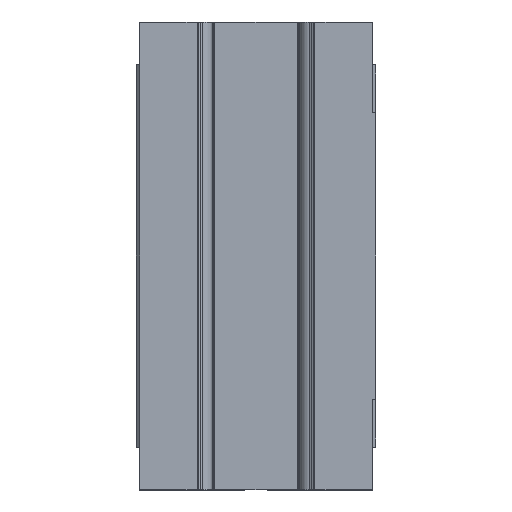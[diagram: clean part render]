
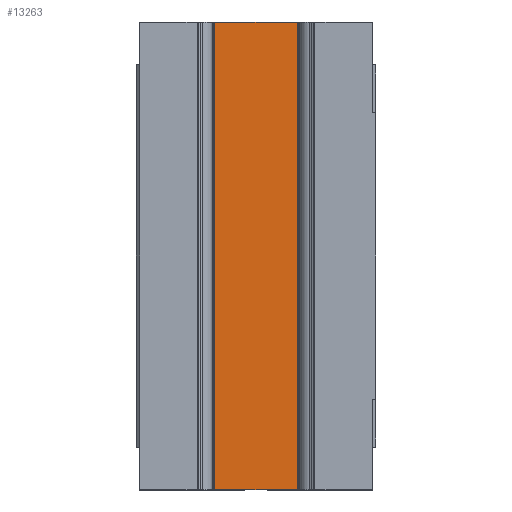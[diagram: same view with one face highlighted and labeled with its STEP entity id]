
A CAD part, front view. The second image highlights one B-rep face of the part: STEP entity #13263.
In plain terms, the highlighted planar face has unit normal (0, -1, 0).
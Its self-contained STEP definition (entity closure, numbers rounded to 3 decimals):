
#961 = CARTESIAN_POINT ( 'NONE',  ( 15.6, 18.7, 68.25 ) ) ;
#1000 = DIRECTION ( 'NONE',  ( -1., 0., 0. ) ) ;
#2956 = VERTEX_POINT ( 'NONE', #6568 ) ;
#3265 = VERTEX_POINT ( 'NONE', #6404 ) ;
#3331 = VERTEX_POINT ( 'NONE', #6333 ) ;
#3619 = VERTEX_POINT ( 'NONE', #4412 ) ;
#4412 = CARTESIAN_POINT ( 'NONE',  ( -15.6, 18.7, 68.25 ) ) ;
#4774 = EDGE_LOOP ( 'NONE', ( #4967, #4968, #4973, #4969 ) ) ;
#4967 = ORIENTED_EDGE ( 'NONE', *, *, #17581, .T. ) ;
#4968 = ORIENTED_EDGE ( 'NONE', *, *, #13508, .T. ) ;
#4969 = ORIENTED_EDGE ( 'NONE', *, *, #17652, .F. ) ;
#4973 = ORIENTED_EDGE ( 'NONE', *, *, #17579, .F. ) ;
#5814 = CARTESIAN_POINT ( 'NONE',  ( -15.6, 18.7, -68.3 ) ) ;
#5815 = DIRECTION ( 'NONE',  ( 0., 0., 1. ) ) ;
#5818 = CARTESIAN_POINT ( 'NONE',  ( 15.6, 18.7, -68.3 ) ) ;
#5819 = DIRECTION ( 'NONE',  ( 0., 0., 1. ) ) ;
#5984 = CARTESIAN_POINT ( 'NONE',  ( 34., 18.7, -68.25 ) ) ;
#5985 = DIRECTION ( 'NONE',  ( -1., 0., 0. ) ) ;
#6333 = CARTESIAN_POINT ( 'NONE',  ( -15.6, 18.7, -68.25 ) ) ;
#6404 = CARTESIAN_POINT ( 'NONE',  ( 15.6, 18.7, -68.25 ) ) ;
#6568 = CARTESIAN_POINT ( 'NONE',  ( 15.6, 18.7, 68.25 ) ) ;
#8389 = FACE_OUTER_BOUND ( 'NONE', #4774, .T. ) ;
#11766 = VECTOR ( 'NONE', #1000, 1000. ) ;
#11770 = LINE ( 'NONE', #961, #11766 ) ;
#12581 = LINE ( 'NONE', #5814, #12582 ) ;
#12582 = VECTOR ( 'NONE', #5815, 1000. ) ;
#12585 = LINE ( 'NONE', #5818, #12586 ) ;
#12586 = VECTOR ( 'NONE', #5819, 1000. ) ;
#12699 = LINE ( 'NONE', #5984, #12702 ) ;
#12702 = VECTOR ( 'NONE', #5985, 1000. ) ;
#13263 = ADVANCED_FACE ( 'NONE', ( #8389 ), #17244, .F. ) ;
#13508 = EDGE_CURVE ( 'NONE', #2956, #3619, #11770, .T. ) ;
#14199 = AXIS2_PLACEMENT_3D ( 'NONE', #17245, #17242, #17241 ) ;
#17241 = DIRECTION ( 'NONE',  ( 0., 0., 1. ) ) ;
#17242 = DIRECTION ( 'NONE',  ( 0., 1., 0. ) ) ;
#17244 = PLANE ( 'NONE',  #14199 ) ;
#17245 = CARTESIAN_POINT ( 'NONE',  ( 15.6, 18.7, -68.3 ) ) ;
#17579 = EDGE_CURVE ( 'NONE', #3331, #3619, #12581, .T. ) ;
#17581 = EDGE_CURVE ( 'NONE', #3265, #2956, #12585, .T. ) ;
#17652 = EDGE_CURVE ( 'NONE', #3265, #3331, #12699, .T. ) ;
